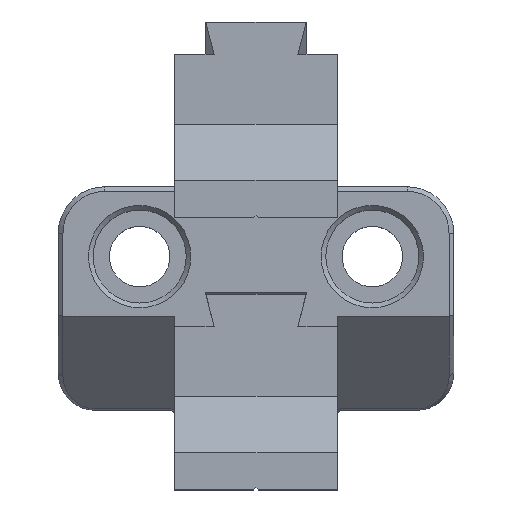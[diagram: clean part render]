
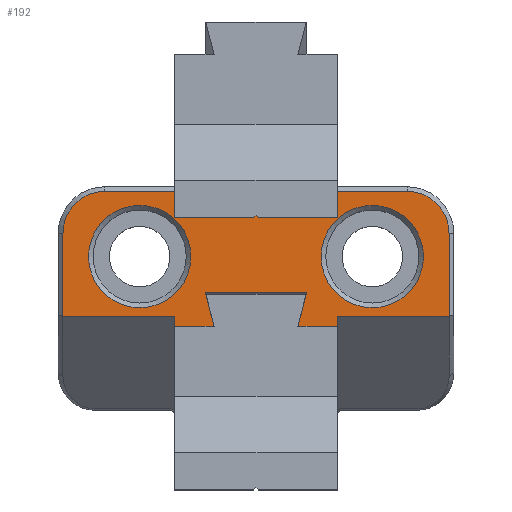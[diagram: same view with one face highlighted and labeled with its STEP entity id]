
A CAD part, top view. The second image highlights one B-rep face of the part: STEP entity #192.
In plain terms, the highlighted planar face has unit normal (0, 0, 1).
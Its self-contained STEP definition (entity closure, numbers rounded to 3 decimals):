
#192 = ADVANCED_FACE( '', ( #276, #277, #278 ), #279, .F. );
#276 = FACE_BOUND( '', #441, .T. );
#277 = FACE_BOUND( '', #442, .T. );
#278 = FACE_OUTER_BOUND( '', #443, .T. );
#279 = PLANE( '', #444 );
#441 = EDGE_LOOP( '', ( #745 ) );
#442 = EDGE_LOOP( '', ( #746 ) );
#443 = EDGE_LOOP( '', ( #747, #748, #749, #750, #751, #752, #753, #754, #755, #756, #757, #758, #759, #760 ) );
#444 = AXIS2_PLACEMENT_3D( '', #761, #762, #763 );
#745 = ORIENTED_EDGE( '', *, *, #1111, .T. );
#746 = ORIENTED_EDGE( '', *, *, #1112, .T. );
#747 = ORIENTED_EDGE( '', *, *, #1113, .T. );
#748 = ORIENTED_EDGE( '', *, *, #1114, .T. );
#749 = ORIENTED_EDGE( '', *, *, #1115, .T. );
#750 = ORIENTED_EDGE( '', *, *, #1116, .T. );
#751 = ORIENTED_EDGE( '', *, *, #1117, .T. );
#752 = ORIENTED_EDGE( '', *, *, #1118, .T. );
#753 = ORIENTED_EDGE( '', *, *, #1104, .F. );
#754 = ORIENTED_EDGE( '', *, *, #1110, .T. );
#755 = ORIENTED_EDGE( '', *, *, #1119, .F. );
#756 = ORIENTED_EDGE( '', *, *, #1120, .T. );
#757 = ORIENTED_EDGE( '', *, *, #1121, .T. );
#758 = ORIENTED_EDGE( '', *, *, #1122, .T. );
#759 = ORIENTED_EDGE( '', *, *, #1123, .F. );
#760 = ORIENTED_EDGE( '', *, *, #1124, .T. );
#761 = CARTESIAN_POINT( '', ( 42.5, 0., 22. ) );
#762 = DIRECTION( '', ( 0., 0., -1. ) );
#763 = DIRECTION( '', ( 0., 1., 0. ) );
#1104 = EDGE_CURVE( '', #1301, #1303, #1304, .T. );
#1110 = EDGE_CURVE( '', #1301, #1311, #1313, .T. );
#1111 = EDGE_CURVE( '', #1314, #1314, #1315, .T. );
#1112 = EDGE_CURVE( '', #1316, #1316, #1317, .T. );
#1113 = EDGE_CURVE( '', #1318, #1319, #1320, .T. );
#1114 = EDGE_CURVE( '', #1319, #1321, #1322, .T. );
#1115 = EDGE_CURVE( '', #1321, #1323, #1324, .F. );
#1116 = EDGE_CURVE( '', #1323, #1325, #1326, .T. );
#1117 = EDGE_CURVE( '', #1325, #1327, #1328, .F. );
#1118 = EDGE_CURVE( '', #1327, #1303, #1329, .T. );
#1119 = EDGE_CURVE( '', #1330, #1311, #1331, .T. );
#1120 = EDGE_CURVE( '', #1330, #1332, #1333, .T. );
#1121 = EDGE_CURVE( '', #1332, #1334, #1335, .T. );
#1122 = EDGE_CURVE( '', #1334, #1336, #1337, .T. );
#1123 = EDGE_CURVE( '', #1338, #1336, #1339, .T. );
#1124 = EDGE_CURVE( '', #1338, #1318, #1340, .T. );
#1301 = VERTEX_POINT( '', #1620 );
#1303 = VERTEX_POINT( '', #1623 );
#1304 = LINE( '', #1624, #1625 );
#1311 = VERTEX_POINT( '', #1646 );
#1313 = LINE( '', #1649, #1650 );
#1314 = VERTEX_POINT( '', #1651 );
#1315 = CIRCLE( '', #1652, 11. );
#1316 = VERTEX_POINT( '', #1653 );
#1317 = CIRCLE( '', #1654, 11. );
#1318 = VERTEX_POINT( '', #1655 );
#1319 = VERTEX_POINT( '', #1656 );
#1320 = LINE( '', #1657, #1658 );
#1321 = VERTEX_POINT( '', #1659 );
#1322 = LINE( '', #1660, #1661 );
#1323 = VERTEX_POINT( '', #1662 );
#1324 = CIRCLE( '', #1663, 9. );
#1325 = VERTEX_POINT( '', #1664 );
#1326 = LINE( '', #1665, #1666 );
#1327 = VERTEX_POINT( '', #1667 );
#1328 = CIRCLE( '', #1668, 9. );
#1329 = LINE( '', #1669, #1670 );
#1330 = VERTEX_POINT( '', #1671 );
#1331 = LINE( '', #1672, #1673 );
#1332 = VERTEX_POINT( '', #1674 );
#1333 = LINE( '', #1675, #1676 );
#1334 = VERTEX_POINT( '', #1677 );
#1335 = LINE( '', #1678, #1679 );
#1336 = VERTEX_POINT( '', #1680 );
#1337 = LINE( '', #1681, #1682 );
#1338 = VERTEX_POINT( '', #1683 );
#1339 = LINE( '', #1684, #1685 );
#1340 = LINE( '', #1686, #1687 );
#1620 = CARTESIAN_POINT( '', ( -17.5, -36.879, 22. ) );
#1623 = CARTESIAN_POINT( '', ( -41.5, -36.879, 22. ) );
#1624 = CARTESIAN_POINT( '', ( -17.5, -36.879, 22. ) );
#1625 = VECTOR( '', #1980, 1000. );
#1646 = CARTESIAN_POINT( '', ( -17.5, -39., 22. ) );
#1649 = CARTESIAN_POINT( '', ( -17.5, -36.879, 22. ) );
#1650 = VECTOR( '', #1984, 1000. );
#1651 = CARTESIAN_POINT( '', ( -25., -13., 22. ) );
#1652 = AXIS2_PLACEMENT_3D( '', #1985, #1986, #1987 );
#1653 = CARTESIAN_POINT( '', ( 25., -13., 22. ) );
#1654 = AXIS2_PLACEMENT_3D( '', #1988, #1989, #1990 );
#1655 = CARTESIAN_POINT( '', ( 17.5, -36.879, 22. ) );
#1656 = CARTESIAN_POINT( '', ( 41.5, -36.879, 22. ) );
#1657 = CARTESIAN_POINT( '', ( 17.5, -36.879, 22. ) );
#1658 = VECTOR( '', #1991, 1000. );
#1659 = CARTESIAN_POINT( '', ( 41.5, -19., 22. ) );
#1660 = CARTESIAN_POINT( '', ( 41.5, 0., 22. ) );
#1661 = VECTOR( '', #1992, 1000. );
#1662 = CARTESIAN_POINT( '', ( 32.5, -10., 22. ) );
#1663 = AXIS2_PLACEMENT_3D( '', #1993, #1994, #1995 );
#1664 = CARTESIAN_POINT( '', ( -32.5, -10., 22. ) );
#1665 = CARTESIAN_POINT( '', ( -32.5, -10., 22. ) );
#1666 = VECTOR( '', #1996, 1000. );
#1667 = CARTESIAN_POINT( '', ( -41.5, -19., 22. ) );
#1668 = AXIS2_PLACEMENT_3D( '', #1997, #1998, #1999 );
#1669 = CARTESIAN_POINT( '', ( -41.5, -36.879, 22. ) );
#1670 = VECTOR( '', #2000, 1000. );
#1671 = CARTESIAN_POINT( '', ( -9., -39., 22. ) );
#1672 = CARTESIAN_POINT( '', ( 42.5, -39., 22. ) );
#1673 = VECTOR( '', #2001, 1000. );
#1674 = CARTESIAN_POINT( '', ( -10.856, -31.788, 22. ) );
#1675 = CARTESIAN_POINT( '', ( -15.214, -14.854, 22. ) );
#1676 = VECTOR( '', #2002, 1000. );
#1677 = CARTESIAN_POINT( '', ( 10.856, -31.788, 22. ) );
#1678 = CARTESIAN_POINT( '', ( 42.5, -31.788, 22. ) );
#1679 = VECTOR( '', #2003, 1000. );
#1680 = CARTESIAN_POINT( '', ( 9., -39., 22. ) );
#1681 = CARTESIAN_POINT( '', ( 20.495, 5.663, 22. ) );
#1682 = VECTOR( '', #2004, 1000. );
#1683 = CARTESIAN_POINT( '', ( 17.5, -39., 22. ) );
#1684 = CARTESIAN_POINT( '', ( 42.5, -39., 22. ) );
#1685 = VECTOR( '', #2005, 1000. );
#1686 = CARTESIAN_POINT( '', ( 17.5, -36.879, 22. ) );
#1687 = VECTOR( '', #2006, 1000. );
#1980 = DIRECTION( '', ( -1., 0., 0. ) );
#1984 = DIRECTION( '', ( 0., -1., 0. ) );
#1985 = CARTESIAN_POINT( '', ( -25., -24., 22. ) );
#1986 = DIRECTION( '', ( 0., 0., -1. ) );
#1987 = DIRECTION( '', ( 0., 1., 0. ) );
#1988 = CARTESIAN_POINT( '', ( 25., -24., 22. ) );
#1989 = DIRECTION( '', ( 0., 0., -1. ) );
#1990 = DIRECTION( '', ( 0., 1., 0. ) );
#1991 = DIRECTION( '', ( 1., 0., 0. ) );
#1992 = DIRECTION( '', ( 0., 1., 0. ) );
#1993 = CARTESIAN_POINT( '', ( 32.5, -19., 22. ) );
#1994 = DIRECTION( '', ( 0., 0., -1. ) );
#1995 = DIRECTION( '', ( 0., 1., 0. ) );
#1996 = DIRECTION( '', ( -1., 0., 0. ) );
#1997 = CARTESIAN_POINT( '', ( -32.5, -19., 22. ) );
#1998 = DIRECTION( '', ( 0., 0., -1. ) );
#1999 = DIRECTION( '', ( 0., 1., 0. ) );
#2000 = DIRECTION( '', ( 0., -1., 0. ) );
#2001 = DIRECTION( '', ( -1., 0., 0. ) );
#2002 = DIRECTION( '', ( -0.249, 0.968, 0. ) );
#2003 = DIRECTION( '', ( 1., 0., 0. ) );
#2004 = DIRECTION( '', ( -0.249, -0.968, 0. ) );
#2005 = DIRECTION( '', ( -1., 0., 0. ) );
#2006 = DIRECTION( '', ( 0., 1., 0. ) );
